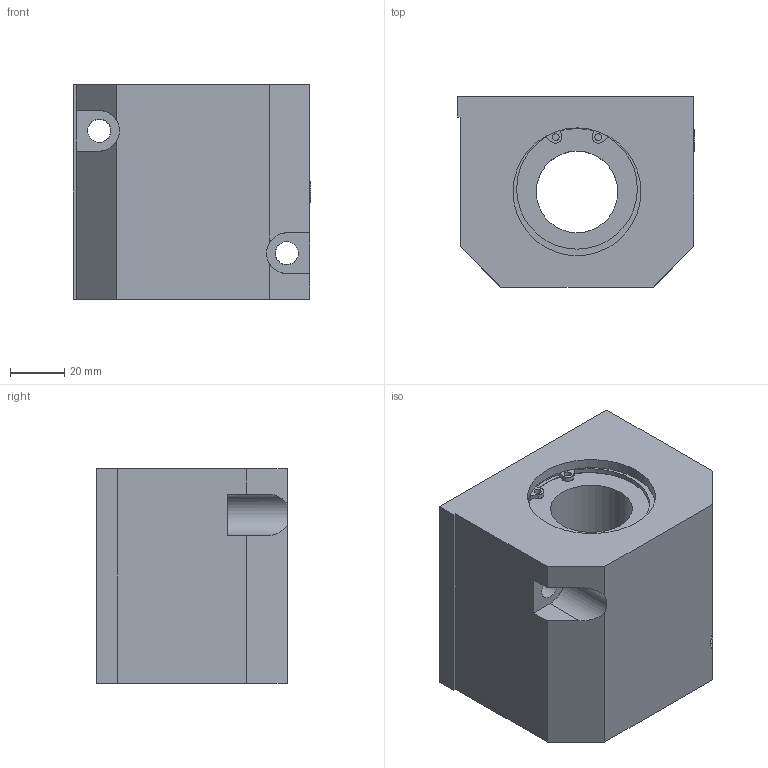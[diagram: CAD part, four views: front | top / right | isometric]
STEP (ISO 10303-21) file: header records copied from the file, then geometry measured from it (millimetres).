
FILE_DESCRIPTION(/* description */ ('Gehäuseeinheit leichte Baureie, geschlossen'),/* implementation_level */ '2;1');
FILE_NAME(/* name */ '190527-0.step',/* time_stamp */ '2021-08-18T13:06:20+02:00',/* author */ ('MuellerJ'),/* organization */ (''),/* preprocessor_version */ 'ST-DEVELOPER v18.1',/* originating_system */ 'Autodesk Inventor 2021',/* authorisation */ '');
FILE_SCHEMA (('AUTOMOTIVE_DESIGN { 1 0 10303 214 3 1 1 }'));
Length unit declared in the file: millimetre
Products named in the file (4): leer; 18-0005-0FZ.001; leer_1; leer_2
Assembly tree (4 placements, depth 2):
  leer
    18-0005-0FZ.001
    leer_1
    leer_2  x2
Bounding box: 87.25 x 70 x 79 mm (x, y, z)
Volume: 378965.5 mm3; surface area: 69537.6 mm2
Topology: 4 solids, 4 shells, 80 faces, 178 edges, 119 vertices
Faces by surface type: plane 45, cylinder 32, torus 3
Full cylindrical faces by diameter (mm): 2.5 x4, 4.3 x1, 6.917 x1, 8 x1, 8.376 x2, 8.6 x2, 30 x1, 44.5 x2, 47 x6, 49.5 x2
Entity records: 2111 total; most frequent: DIRECTION 362, CARTESIAN_POINT 361, ORIENTED_EDGE 296, EDGE_CURVE 148, AXIS2_PLACEMENT_3D 140, VERTEX_POINT 99, EDGE_LOOP 93, LINE 82
